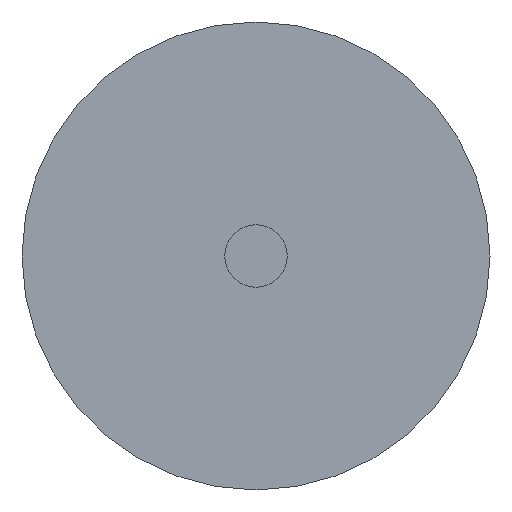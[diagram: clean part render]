
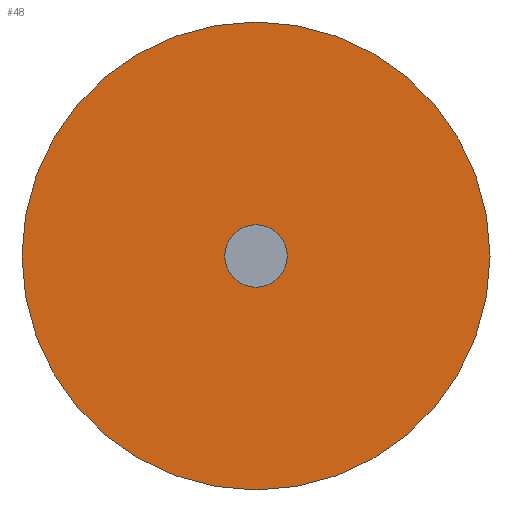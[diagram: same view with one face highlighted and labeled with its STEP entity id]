
A CAD part, front view. The second image highlights one B-rep face of the part: STEP entity #48.
In plain terms, the highlighted planar face has unit normal (0, -1, 0).
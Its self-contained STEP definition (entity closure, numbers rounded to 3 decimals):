
#48 = ADVANCED_FACE( '', ( #100, #101 ), #102, .T. );
#100 = FACE_OUTER_BOUND( '', #153, .T. );
#101 = FACE_BOUND( '', #154, .T. );
#102 = PLANE( '', #155 );
#153 = EDGE_LOOP( '', ( #212 ) );
#154 = EDGE_LOOP( '', ( #213 ) );
#155 = AXIS2_PLACEMENT_3D( '', #214, #215, #216 );
#212 = ORIENTED_EDGE( '', *, *, #251, .T. );
#213 = ORIENTED_EDGE( '', *, *, #247, .F. );
#214 = CARTESIAN_POINT( '', ( -3., -9., 0. ) );
#215 = DIRECTION( '', ( 0., -1., 0. ) );
#216 = DIRECTION( '', ( 1., 0., 0. ) );
#247 = EDGE_CURVE( '', #270, #270, #271, .T. );
#251 = EDGE_CURVE( '', #277, #277, #278, .T. );
#270 = VERTEX_POINT( '', #304 );
#271 = CIRCLE( '', #305, 0.4 );
#277 = VERTEX_POINT( '', #311 );
#278 = CIRCLE( '', #312, 3. );
#304 = CARTESIAN_POINT( '', ( 0.4, -9., 0. ) );
#305 = AXIS2_PLACEMENT_3D( '', #337, #338, #339 );
#311 = CARTESIAN_POINT( '', ( 3., -9., 0. ) );
#312 = AXIS2_PLACEMENT_3D( '', #346, #347, #348 );
#337 = CARTESIAN_POINT( '', ( 0., -9., 0. ) );
#338 = DIRECTION( '', ( 0., -1., 0. ) );
#339 = DIRECTION( '', ( 1., 0., 0. ) );
#346 = CARTESIAN_POINT( '', ( 0., -9., 0. ) );
#347 = DIRECTION( '', ( 0., -1., 0. ) );
#348 = DIRECTION( '', ( 1., 0., 0. ) );
